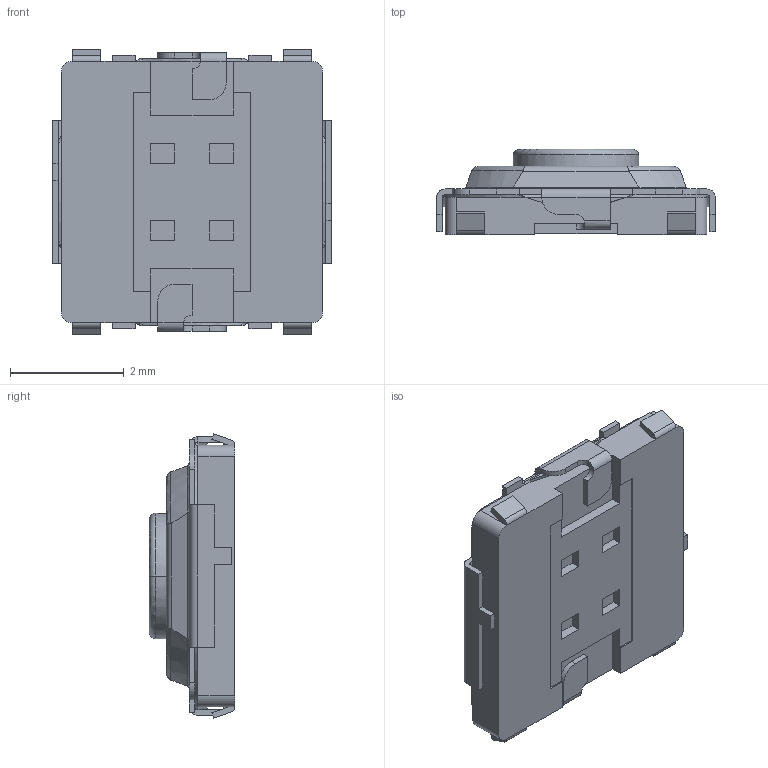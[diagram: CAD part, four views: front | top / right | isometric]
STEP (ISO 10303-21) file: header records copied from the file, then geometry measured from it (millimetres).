
FILE_DESCRIPTION (( 'STEP AP203' ), '1' );
FILE_NAME ('Part15^EVQ-PLD_PLH_PLM_3PL_PT5_PT9-A15.STEP', '2015-09-28T08:21:37', ( '技術グループ' ), ( 'パナソニック㈱　デバイス社' ), 'SwSTEP 2.0', 'SolidWorks 2014', '' );
FILE_SCHEMA (( 'CONFIG_CONTROL_DESIGN' ));
Length unit declared in the file: millimetre
Products named in the file (1): Part15^EVQ-PLD_PLH_PLM_3PL_PT5_PT9-A15
Bounding box: 4.9 x 1.5 x 5 mm (x, y, z)
Volume: 22.7 mm3; surface area: 81.8 mm2
Topology: 1 solids, 1 shells, 253 faces, 674 edges, 430 vertices
Faces by surface type: plane 155, cylinder 72, bspline 24, torus 2
Entity records: 10741 total; most frequent: CARTESIAN_POINT 4548, ORIENTED_EDGE 1348, DIRECTION 1160, EDGE_CURVE 674, VECTOR 440, LINE 440, VERTEX_POINT 430, AXIS2_PLACEMENT_3D 360
